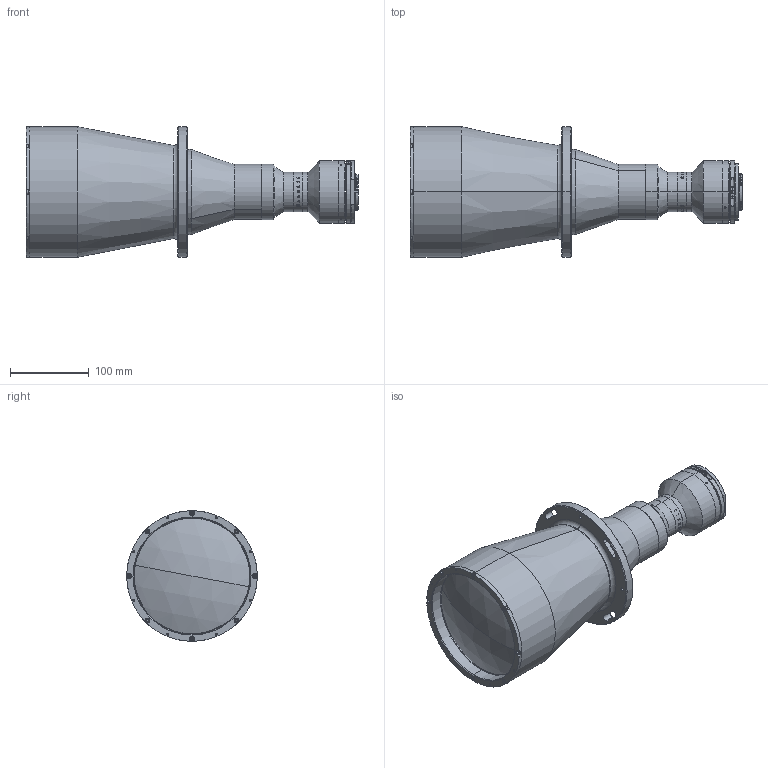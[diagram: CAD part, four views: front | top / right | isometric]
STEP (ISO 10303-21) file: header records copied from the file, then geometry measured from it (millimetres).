
FILE_DESCRIPTION (( 'STEP AP203' ), '1' );
FILE_NAME ('XF-PTL12229-0238-260F-(HD).STEP', '2018-12-25T05:46:04', ( 'lawlynn' ), ( '' ), 'SwSTEP 2.0', 'SolidWorks 2014', '' );
FILE_SCHEMA (( 'CONFIG_CONTROL_DESIGN' ));
Length unit declared in the file: millimetre
Products named in the file (1): XF-PTL12229-0238-260F-(HD)
Bounding box: 421.75 x 166 x 166 mm (x, y, z)
Surface area: 237620.9 mm2 (no closed solid volume)
Topology: 0 solids, 39 shells, 337 faces, 1438 edges, 1135 vertices
Faces by surface type: cylinder 148, plane 123, cone 46, torus 16, sphere 4
Entity records: 20635 total; most frequent: CARTESIAN_POINT 8939, DIRECTION 2406, ORIENTED_EDGE 2105, EDGE_CURVE 1432, VERTEX_POINT 1135, AXIS2_PLACEMENT_3D 916, CIRCLE 578, VECTOR 574
